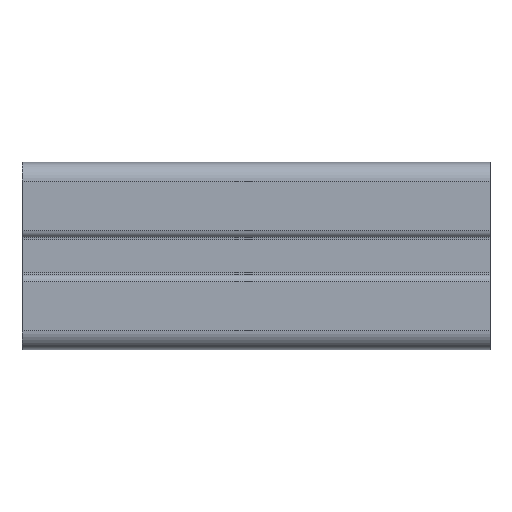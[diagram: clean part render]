
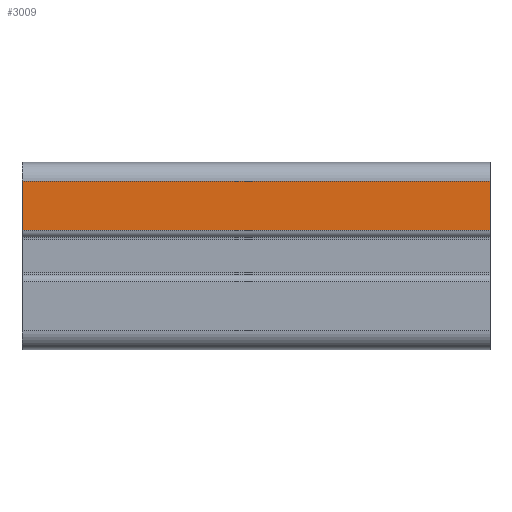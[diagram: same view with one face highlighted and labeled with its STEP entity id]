
A CAD part, left-side view. The second image highlights one B-rep face of the part: STEP entity #3009.
In plain terms, the highlighted planar face has unit normal (-1, 0, 0).
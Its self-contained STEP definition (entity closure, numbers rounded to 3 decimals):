
#164=FACE_OUTER_BOUND('',#329,.T.);
#329=EDGE_LOOP('',(#2497,#2498,#2499,#2500));
#468=LINE('',#4549,#773);
#549=LINE('',#4807,#854);
#588=LINE('',#4911,#893);
#635=LINE('',#5096,#940);
#773=VECTOR('',#3578,10.);
#854=VECTOR('',#3825,10.);
#893=VECTOR('',#3942,1.);
#940=VECTOR('',#4083,1.);
#1279=VERTEX_POINT('',#4546);
#1280=VERTEX_POINT('',#4548);
#1374=VERTEX_POINT('',#4806);
#1400=VERTEX_POINT('',#4910);
#1585=EDGE_CURVE('',#1279,#1280,#468,.T.);
#1714=EDGE_CURVE('',#1374,#1280,#549,.T.);
#1766=EDGE_CURVE('',#1400,#1374,#588,.T.);
#1859=EDGE_CURVE('',#1400,#1279,#635,.T.);
#2497=ORIENTED_EDGE('',*,*,#1714,.T.);
#2498=ORIENTED_EDGE('',*,*,#1585,.F.);
#2499=ORIENTED_EDGE('',*,*,#1859,.F.);
#2500=ORIENTED_EDGE('',*,*,#1766,.T.);
#2900=PLANE('',#3341);
#3009=ADVANCED_FACE('',(#164),#2900,.T.);
#3341=AXIS2_PLACEMENT_3D('',#5095,#4081,#4082);
#3578=DIRECTION('',(0.,0.,-1.));
#3825=DIRECTION('',(0.,-1.,0.));
#3942=DIRECTION('',(0.,0.,-1.));
#4081=DIRECTION('center_axis',(-1.,0.,0.));
#4082=DIRECTION('ref_axis',(0.,0.,-1.));
#4083=DIRECTION('',(0.,-1.,0.));
#4546=CARTESIAN_POINT('',(-20.,-950.,16.));
#4548=CARTESIAN_POINT('',(-20.,-950.,5.5));
#4549=CARTESIAN_POINT('',(-20.,-950.,16.));
#4806=CARTESIAN_POINT('',(-20.,-850.,5.5));
#4807=CARTESIAN_POINT('',(-20.,-50.,5.5));
#4910=CARTESIAN_POINT('',(-20.,-850.,16.));
#4911=CARTESIAN_POINT('',(-20.,-850.,16.));
#5095=CARTESIAN_POINT('Origin',(-20.,50.,0.));
#5096=CARTESIAN_POINT('',(-20.,50.,16.));
